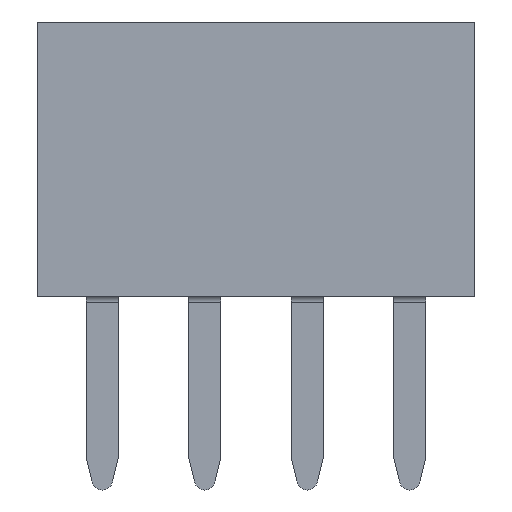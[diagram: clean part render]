
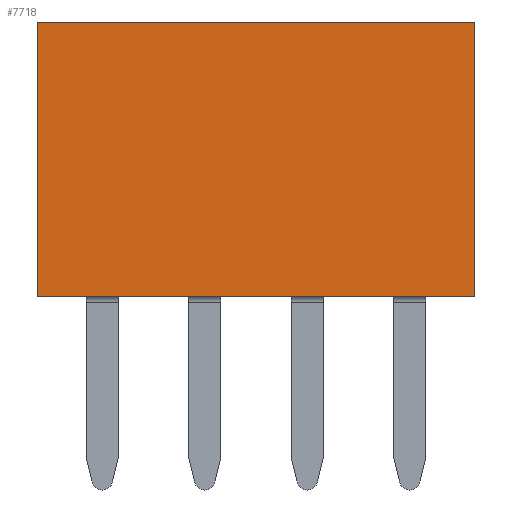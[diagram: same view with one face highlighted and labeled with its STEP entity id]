
A CAD part, front view. The second image highlights one B-rep face of the part: STEP entity #7718.
In plain terms, the highlighted planar face has unit normal (0, -1, 0).
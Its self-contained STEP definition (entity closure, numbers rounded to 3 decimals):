
#861=FACE_OUTER_BOUND('',#1237,.T.);
#1237=EDGE_LOOP('',(#6696,#6697,#6698,#6699));
#1941=LINE('',#12690,#2697);
#1986=LINE('',#12778,#2742);
#1987=LINE('',#12780,#2743);
#1988=LINE('',#12781,#2744);
#2697=VECTOR('',#10385,1.);
#2742=VECTOR('',#10460,1.);
#2743=VECTOR('',#10461,1.);
#2744=VECTOR('',#10462,1.);
#3457=VERTEX_POINT('',#12687);
#3458=VERTEX_POINT('',#12689);
#3486=VERTEX_POINT('',#12777);
#3487=VERTEX_POINT('',#12779);
#4525=EDGE_CURVE('',#3458,#3457,#1941,.T.);
#4570=EDGE_CURVE('',#3457,#3486,#1986,.T.);
#4571=EDGE_CURVE('',#3487,#3486,#1987,.T.);
#4572=EDGE_CURVE('',#3458,#3487,#1988,.T.);
#6696=ORIENTED_EDGE('',*,*,#4570,.T.);
#6697=ORIENTED_EDGE('',*,*,#4571,.F.);
#6698=ORIENTED_EDGE('',*,*,#4572,.F.);
#6699=ORIENTED_EDGE('',*,*,#4525,.T.);
#7001=PLANE('',#8411);
#7718=ADVANCED_FACE('',(#861),#7001,.F.);
#8411=AXIS2_PLACEMENT_3D('',#12776,#10458,#10459);
#10385=DIRECTION('',(0.,0.,-1.));
#10458=DIRECTION('center_axis',(0.,1.,0.));
#10459=DIRECTION('ref_axis',(0.,0.,
1.));
#10460=DIRECTION('',(1.,0.,0.));
#10461=DIRECTION('',(0.,0.,-1.));
#10462=DIRECTION('',(1.,0.,0.));
#12687=CARTESIAN_POINT('',(-22.416,8.016,-0.5));
#12689=CARTESIAN_POINT('',(-22.416,8.016,2.9));
#12690=CARTESIAN_POINT('',(-22.416,8.016,2.9));
#12776=CARTESIAN_POINT('Origin',(-22.416,8.016,2.9));
#12777=CARTESIAN_POINT('',(-16.996,8.016,-0.5));
#12778=CARTESIAN_POINT('',(-22.416,8.016,-0.5));
#12779=CARTESIAN_POINT('',(-16.996,8.016,2.9));
#12780=CARTESIAN_POINT('',(-16.996,8.016,2.9));
#12781=CARTESIAN_POINT('',(-22.416,8.016,2.9));
